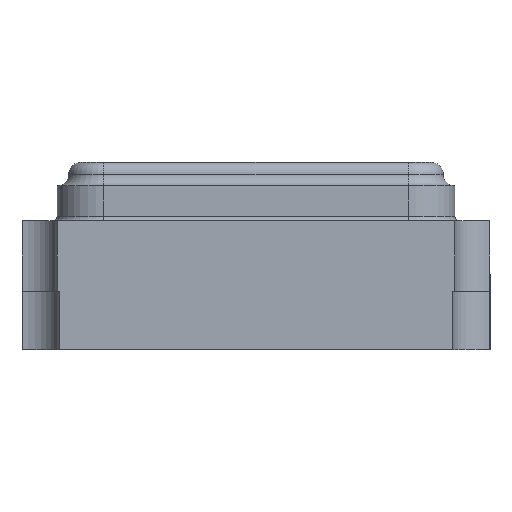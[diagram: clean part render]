
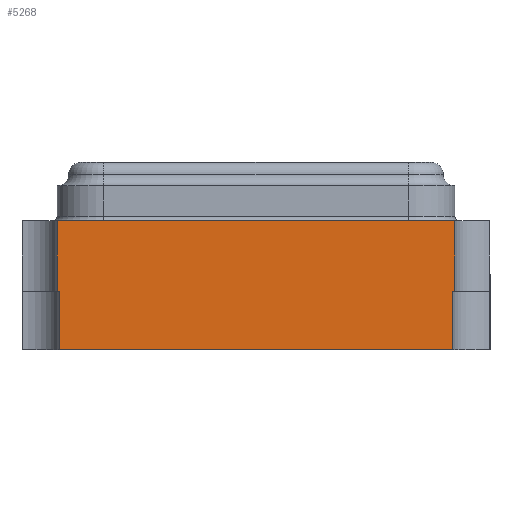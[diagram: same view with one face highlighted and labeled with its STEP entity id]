
A CAD part, left-side view. The second image highlights one B-rep face of the part: STEP entity #5268.
In plain terms, the highlighted planar face has unit normal (-1, 0, 0).
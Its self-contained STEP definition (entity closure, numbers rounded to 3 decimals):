
#3 = ORIENTED_EDGE ( 'NONE', *, *, #662, .T. ) ;
#662 = EDGE_CURVE ( 'NONE', #8036, #6758, #13756, .T. ) ;
#858 = CARTESIAN_POINT ( 'NONE',  ( -1.25, 0.84, 0.25 ) ) ;
#870 = DIRECTION ( 'NONE',  ( 0., 0., -1. ) ) ;
#959 = ORIENTED_EDGE ( 'NONE', *, *, #10125, .T. ) ;
#987 = CARTESIAN_POINT ( 'NONE',  ( -1.25, -0.85, 0. ) ) ;
#1341 = CARTESIAN_POINT ( 'NONE',  ( -1.25, -1., 0. ) ) ;
#1648 = ORIENTED_EDGE ( 'NONE', *, *, #2455, .F. ) ;
#2032 = DIRECTION ( 'NONE',  ( 1., 0., 0. ) ) ;
#2365 = CARTESIAN_POINT ( 'NONE',  ( -1.25, 0.85, 0. ) ) ;
#2455 = EDGE_CURVE ( 'NONE', #2916, #6758, #14591, .T. ) ;
#2500 = LINE ( 'NONE', #987, #8744 ) ;
#2916 = VERTEX_POINT ( 'NONE', #9631 ) ;
#2990 = ORIENTED_EDGE ( 'NONE', *, *, #11722, .F. ) ;
#3547 = FACE_OUTER_BOUND ( 'NONE', #12926, .T. ) ;
#3724 = VERTEX_POINT ( 'NONE', #18069 ) ;
#3892 = CARTESIAN_POINT ( 'NONE',  ( -1.25, -0.84, 0.25 ) ) ;
#3914 = DIRECTION ( 'NONE',  ( 0., 0., -1. ) ) ;
#4045 = VECTOR ( 'NONE', #13086, 1000. ) ;
#4611 = CARTESIAN_POINT ( 'NONE',  ( -1.25, -0.85, 0.25 ) ) ;
#4679 = CARTESIAN_POINT ( 'NONE',  ( -1.25, -1., 0.55 ) ) ;
#4859 = VECTOR ( 'NONE', #7451, 1000. ) ;
#5057 = VECTOR ( 'NONE', #14327, 1000. ) ;
#5268 = ADVANCED_FACE ( 'NONE', ( #3547 ), #15963, .F. ) ;
#6758 = VERTEX_POINT ( 'NONE', #13447 ) ;
#6960 = VECTOR ( 'NONE', #8451, 1000. ) ;
#7371 = VERTEX_POINT ( 'NONE', #13190 ) ;
#7451 = DIRECTION ( 'NONE',  ( 0., -1., 0. ) ) ;
#7713 = EDGE_CURVE ( 'NONE', #3724, #8036, #14675, .T. ) ;
#8011 = CARTESIAN_POINT ( 'NONE',  ( -1.25, -0.84, 0.25 ) ) ;
#8036 = VERTEX_POINT ( 'NONE', #8332 ) ;
#8332 = CARTESIAN_POINT ( 'NONE',  ( -1.25, 0.84, 0. ) ) ;
#8451 = DIRECTION ( 'NONE',  ( 0., 0., -1. ) ) ;
#8744 = VECTOR ( 'NONE', #3914, 1000. ) ;
#9631 = CARTESIAN_POINT ( 'NONE',  ( -1.25, -0.84, 0.25 ) ) ;
#9892 = LINE ( 'NONE', #8011, #5057 ) ;
#10125 = EDGE_CURVE ( 'NONE', #7371, #3724, #16648, .T. ) ;
#10327 = VECTOR ( 'NONE', #870, 1000. ) ;
#10332 = EDGE_CURVE ( 'NONE', #14881, #2916, #9892, .T. ) ;
#10757 = LINE ( 'NONE', #4679, #4859 ) ;
#11722 = EDGE_CURVE ( 'NONE', #17332, #19370, #10757, .T. ) ;
#12228 = ORIENTED_EDGE ( 'NONE', *, *, #18596, .F. ) ;
#12926 = EDGE_LOOP ( 'NONE', ( #3, #1648, #14323, #12228, #2990, #17619, #959, #18482 ) ) ;
#12960 = CARTESIAN_POINT ( 'NONE',  ( -1.25, -1., 0.55 ) ) ;
#13086 = DIRECTION ( 'NONE',  ( 0., 0., -1. ) ) ;
#13141 = DIRECTION ( 'NONE',  ( 0., -1., 0. ) ) ;
#13190 = CARTESIAN_POINT ( 'NONE',  ( -1.25, 0.85, 0.25 ) ) ;
#13447 = CARTESIAN_POINT ( 'NONE',  ( -1.25, -0.84, 0. ) ) ;
#13756 = LINE ( 'NONE', #1341, #14332 ) ;
#14042 = CARTESIAN_POINT ( 'NONE',  ( -1.25, 0.85, 0.55 ) ) ;
#14323 = ORIENTED_EDGE ( 'NONE', *, *, #10332, .F. ) ;
#14327 = DIRECTION ( 'NONE',  ( 0., 1., 0. ) ) ;
#14332 = VECTOR ( 'NONE', #15254, 1000. ) ;
#14591 = LINE ( 'NONE', #3892, #10327 ) ;
#14675 = LINE ( 'NONE', #858, #4045 ) ;
#14795 = AXIS2_PLACEMENT_3D ( 'NONE', #12960, #2032, #17650 ) ;
#14881 = VERTEX_POINT ( 'NONE', #4611 ) ;
#15254 = DIRECTION ( 'NONE',  ( 0., -1., 0. ) ) ;
#15963 = PLANE ( 'NONE',  #14795 ) ;
#16065 = EDGE_CURVE ( 'NONE', #17332, #7371, #16091, .T. ) ;
#16091 = LINE ( 'NONE', #2365, #6960 ) ;
#16648 = LINE ( 'NONE', #17949, #18490 ) ;
#17332 = VERTEX_POINT ( 'NONE', #14042 ) ;
#17619 = ORIENTED_EDGE ( 'NONE', *, *, #16065, .T. ) ;
#17650 = DIRECTION ( 'NONE',  ( 0., 0., -1. ) ) ;
#17949 = CARTESIAN_POINT ( 'NONE',  ( -1.25, 0.84, 0.25 ) ) ;
#18069 = CARTESIAN_POINT ( 'NONE',  ( -1.25, 0.84, 0.25 ) ) ;
#18482 = ORIENTED_EDGE ( 'NONE', *, *, #7713, .T. ) ;
#18490 = VECTOR ( 'NONE', #13141, 1000. ) ;
#18596 = EDGE_CURVE ( 'NONE', #19370, #14881, #2500, .T. ) ;
#19145 = CARTESIAN_POINT ( 'NONE',  ( -1.25, -0.85, 0.55 ) ) ;
#19370 = VERTEX_POINT ( 'NONE', #19145 ) ;
